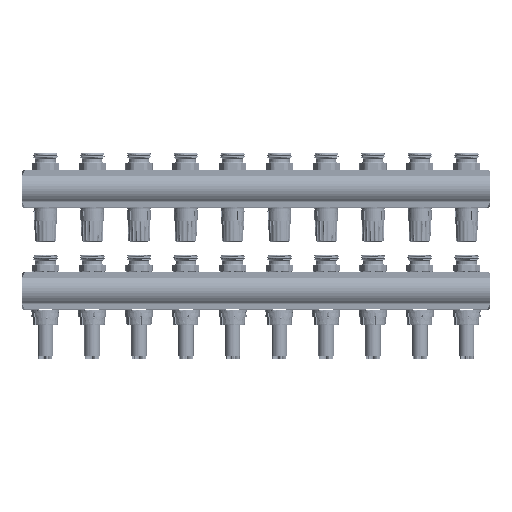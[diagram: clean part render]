
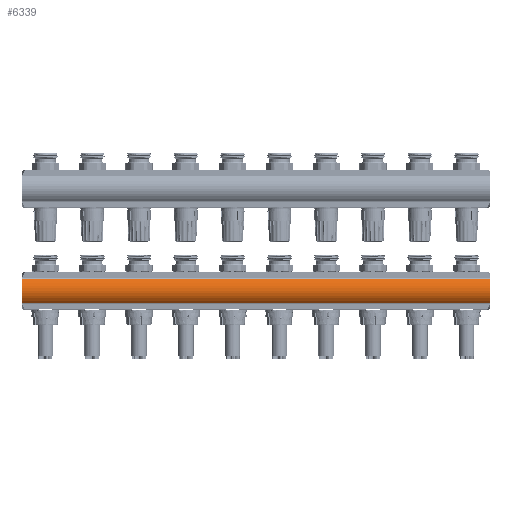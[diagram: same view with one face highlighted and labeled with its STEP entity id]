
A CAD part, front view. The second image highlights one B-rep face of the part: STEP entity #6339.
In plain terms, the highlighted cylindrical face has radius 18.25 mm (diameter 36.5 mm), a partial arc.
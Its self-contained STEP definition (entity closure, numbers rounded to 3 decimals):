
#11=CARTESIAN_POINT('',(-250.,0.,0.));
#12=DIRECTION('',(1.,0.,0.));
#13=DIRECTION('',(0.,-0.716,0.698));
#14=AXIS2_PLACEMENT_3D('',#11,#12,#13);
#16=CARTESIAN_POINT('',(-250.,0.,0.));
#17=DIRECTION('',(1.,0.,0.));
#18=DIRECTION('',(0.,-1.,0.));
#19=AXIS2_PLACEMENT_3D('',#16,#17,#18);
#151=DIRECTION('',(-1.,0.,0.));
#152=VECTOR('',#151,500.);
#153=CARTESIAN_POINT('',(250.,-13.068,12.739));
#154=LINE('',#153,#152);
#194=CARTESIAN_POINT('',(250.,0.,0.));
#195=DIRECTION('',(-1.,0.,0.));
#196=DIRECTION('',(0.,-0.716,-0.698));
#197=AXIS2_PLACEMENT_3D('',#194,#195,#196);
#199=CARTESIAN_POINT('',(250.,0.,0.));
#200=DIRECTION('',(-1.,0.,0.));
#201=DIRECTION('',(0.,-1.,0.));
#202=AXIS2_PLACEMENT_3D('',#199,#200,#201);
#1645=DIRECTION('',(-1.,0.,0.));
#1646=VECTOR('',#1645,500.);
#1647=CARTESIAN_POINT('',(250.,-13.068,-12.739));
#1648=LINE('',#1647,#1646);
#4133=CARTESIAN_POINT('',(-250.,-13.068,12.739));
#4134=VERTEX_POINT('',#4133);
#4135=CARTESIAN_POINT('',(-250.,-18.25,0.));
#4136=VERTEX_POINT('',#4135);
#4137=CARTESIAN_POINT('',(-250.,-13.068,-12.739));
#4138=VERTEX_POINT('',#4137);
#4173=CARTESIAN_POINT('',(250.,-13.068,12.739));
#4174=VERTEX_POINT('',#4173);
#4183=CARTESIAN_POINT('',(250.,-13.068,-12.739));
#4184=VERTEX_POINT('',#4183);
#4185=CARTESIAN_POINT('',(250.,-18.25,0.));
#4186=VERTEX_POINT('',#4185);
#6326=CARTESIAN_POINT('',(-250.,0.,0.));
#6327=DIRECTION('',(1.,0.,0.));
#6328=DIRECTION('',(0.,-1.,0.));
#6329=AXIS2_PLACEMENT_3D('',#6326,#6327,#6328);
#6330=CYLINDRICAL_SURFACE('',#6329,18.25);
#6331=ORIENTED_EDGE('',*,*,#6100,.T.);
#6332=ORIENTED_EDGE('',*,*,#4923,.F.);
#6333=ORIENTED_EDGE('',*,*,#4921,.F.);
#6334=ORIENTED_EDGE('',*,*,#5022,.F.);
#6335=ORIENTED_EDGE('',*,*,#5050,.F.);
#6336=ORIENTED_EDGE('',*,*,#5048,.F.);
#6337=EDGE_LOOP('',(#6331,#6332,#6333,#6334,#6335,#6336));
#6338=FACE_OUTER_BOUND('',#6337,.F.);
#6339=ADVANCED_FACE('',(#6338),#6330,.T.);
#15=CIRCLE('',#14,18.25);
#20=CIRCLE('',#19,18.25);
#198=CIRCLE('',#197,18.25);
#203=CIRCLE('',#202,18.25);
#4921=EDGE_CURVE('',#4134,#4136,#15,.T.);
#4923=EDGE_CURVE('',#4136,#4138,#20,.T.);
#5022=EDGE_CURVE('',#4174,#4134,#154,.T.);
#5048=EDGE_CURVE('',#4184,#4186,#198,.T.);
#5050=EDGE_CURVE('',#4186,#4174,#203,.T.);
#6100=EDGE_CURVE('',#4184,#4138,#1648,.T.);
